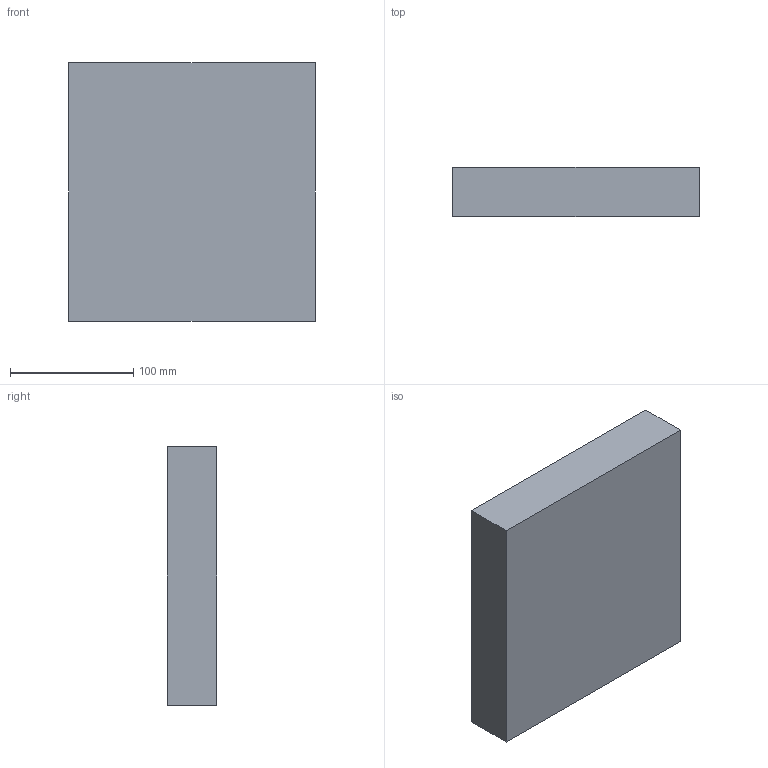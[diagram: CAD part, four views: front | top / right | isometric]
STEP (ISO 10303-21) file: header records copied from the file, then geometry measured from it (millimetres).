
FILE_DESCRIPTION(/* description */ (''),/* implementation_level */ '2;1');
FILE_NAME(/* name */ 'hub.stp',/* time_stamp */ '2021-05-06T22:18:09+02:00',/* author */ ('andre'),/* organization */ (''),/* preprocessor_version */ 'ST-DEVELOPER v18.1',/* originating_system */ 'Autodesk Inventor 2021',/* authorisation */ '');
FILE_SCHEMA (('AUTOMOTIVE_DESIGN { 1 0 10303 214 3 1 1 }'));
Length unit declared in the file: millimetre
Products named in the file (1): hub
Bounding box: 200 x 40 x 210 mm (x, y, z)
Volume: 1680000 mm3; surface area: 116800 mm2
Topology: 1 solids, 1 shells, 6 faces, 14 edges, 12 vertices
Faces by surface type: plane 6
Entity records: 215 total; most frequent: CARTESIAN_POINT 31, DIRECTION 26, ORIENTED_EDGE 24, LINE 12, VECTOR 12, EDGE_CURVE 12, VERTEX_POINT 8, AXIS2_PLACEMENT_3D 7
